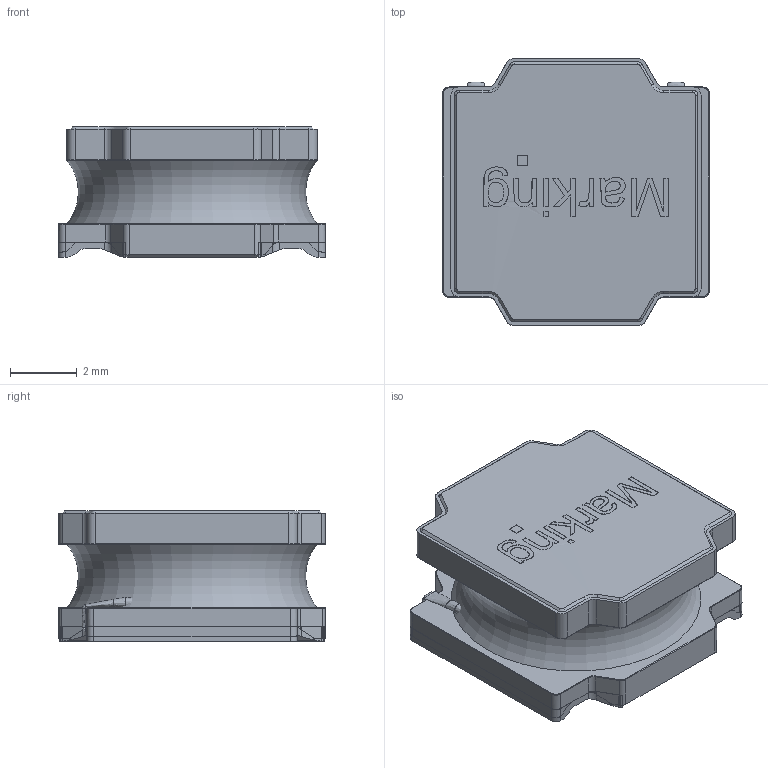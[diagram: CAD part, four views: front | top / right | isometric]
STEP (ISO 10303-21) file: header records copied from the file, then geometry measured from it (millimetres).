
FILE_DESCRIPTION(/* description */ ('Unknown'),/* implementation_level */ '2;1');
FILE_NAME(/* name */ 'L_Wurth_WE-LQSA-8040',/* time_stamp */ '2025-05-13T16:02:06+08:00',/* author */ ('Unknown'),/* organization */ ('Unknown'),/* preprocessor_version */ 'ST-DEVELOPER v19.4',/* originating_system */ 'Solid Edge',/* authorisation */ 'Unknown');
FILE_SCHEMA (('AUTOMOTIVE_DESIGN {1 0 10303 214 3 1 1}'));
Length unit declared in the file: millimetre
Products named in the file (2): L_Wurth_WE-LQSA-8040
Assembly tree (1 placements, depth 2):
  L_Wurth_WE-LQSA-8040
    L_Wurth_WE-LQSA-8040
Bounding box: 8.01 x 8 x 3.9 mm (x, y, z)
Volume: 189.4 mm3; surface area: 614.2 mm2
Topology: 5 solids, 5 shells, 352 faces, 913 edges, 589 vertices
Faces by surface type: plane 176, cylinder 105, bspline 30, torus 25, cone 16
Full cylindrical faces by diameter (mm): 3.75 x1, 4 x1
Entity records: 14451 total; most frequent: CARTESIAN_POINT 4430, ORIENTED_EDGE 1782, DIRECTION 1652, EDGE_CURVE 891, AXIS2_PLACEMENT_3D 602, VERTEX_POINT 586, LINE 448, VECTOR 448
